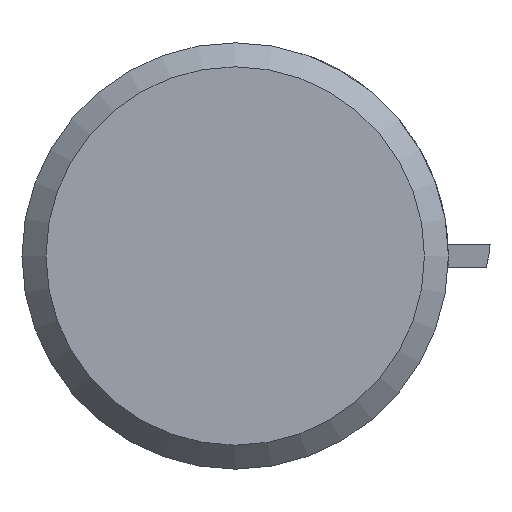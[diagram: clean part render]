
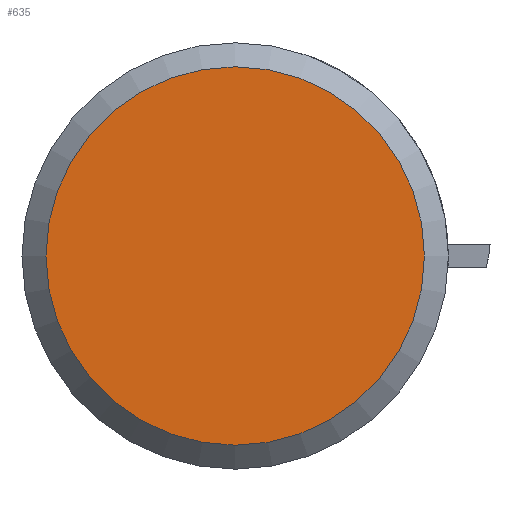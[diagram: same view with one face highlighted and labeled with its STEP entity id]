
A CAD part, left-side view. The second image highlights one B-rep face of the part: STEP entity #635.
In plain terms, the highlighted planar face has unit normal (-1, 0, 0).
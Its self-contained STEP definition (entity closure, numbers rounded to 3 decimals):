
#59=CIRCLE('',#728,7.9);
#111=FACE_OUTER_BOUND('',#150,.T.);
#150=EDGE_LOOP('',(#542));
#291=VERTEX_POINT('',#1151);
#374=EDGE_CURVE('',#291,#291,#59,.T.);
#542=ORIENTED_EDGE('',*,*,#374,.T.);
#563=PLANE('',#729);
#635=ADVANCED_FACE('',(#111),#563,.T.);
#728=AXIS2_PLACEMENT_3D('',#1152,#910,#911);
#729=AXIS2_PLACEMENT_3D('',#1154,#913,#914);
#910=DIRECTION('center_axis',(-1.,0.,0.));
#911=DIRECTION('ref_axis',(0.,0.,1.));
#913=DIRECTION('center_axis',(-1.,0.,0.));
#914=DIRECTION('ref_axis',(0.,0.,1.));
#1151=CARTESIAN_POINT('',(-62.861,6.83,0.));
#1152=CARTESIAN_POINT('Origin',(-62.861,-1.07,0.));
#1154=CARTESIAN_POINT('Origin',(-62.861,-1.07,0.));
